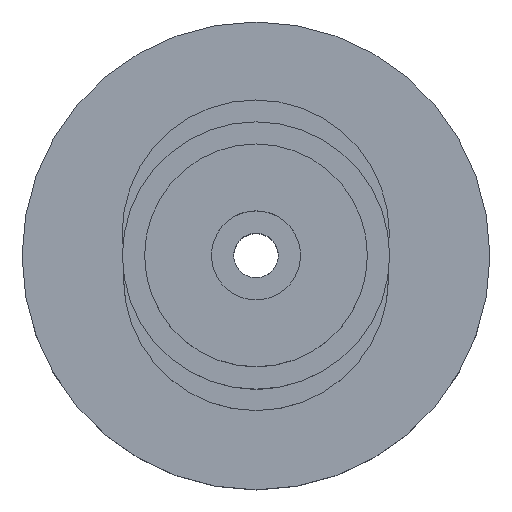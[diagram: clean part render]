
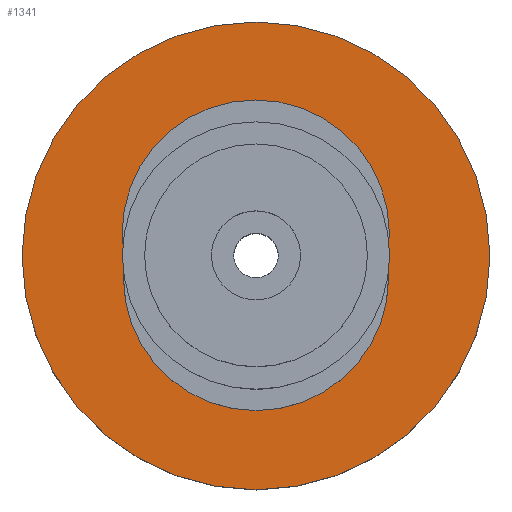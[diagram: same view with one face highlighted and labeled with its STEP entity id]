
A CAD part, top view. The second image highlights one B-rep face of the part: STEP entity #1341.
In plain terms, the highlighted planar face has unit normal (0, 0, 1).
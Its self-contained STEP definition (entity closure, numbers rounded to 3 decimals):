
#267=FACE_BOUND('',#409,.T.);
#312=FACE_OUTER_BOUND('',#408,.T.);
#408=EDGE_LOOP('',(#1014));
#409=EDGE_LOOP('',(#1015));
#507=CIRCLE('',#1467,12.);
#508=CIRCLE('',#1469,21.);
#594=VERTEX_POINT('',#2972);
#595=VERTEX_POINT('',#2976);
#749=EDGE_CURVE('',#594,#594,#507,.T.);
#750=EDGE_CURVE('',#595,#595,#508,.T.);
#1014=ORIENTED_EDGE('',*,*,#750,.F.);
#1015=ORIENTED_EDGE('',*,*,#749,.F.);
#1289=PLANE('',#1468);
#1341=ADVANCED_FACE('',(#312,#267),#1289,.T.);
#1467=AXIS2_PLACEMENT_3D('',#2974,#1678,#1679);
#1468=AXIS2_PLACEMENT_3D('',#2975,#1680,#1681);
#1469=AXIS2_PLACEMENT_3D('',#2977,#1682,#1683);
#1678=DIRECTION('center_axis',(0.,0.,1.));
#1679=DIRECTION('ref_axis',(-1.,0.,0.));
#1680=DIRECTION('center_axis',(0.,0.,1.));
#1681=DIRECTION('ref_axis',(-1.,0.,0.));
#1682=DIRECTION('center_axis',(0.,0.,-1.));
#1683=DIRECTION('ref_axis',(-1.,0.,0.));
#2972=CARTESIAN_POINT('',(11.977,2.,26.));
#2974=CARTESIAN_POINT('Origin',(-0.023,2.,26.));
#2975=CARTESIAN_POINT('Origin',(0.,0.,26.));
#2976=CARTESIAN_POINT('',(21.,0.,26.));
#2977=CARTESIAN_POINT('Origin',(0.,0.,26.));
